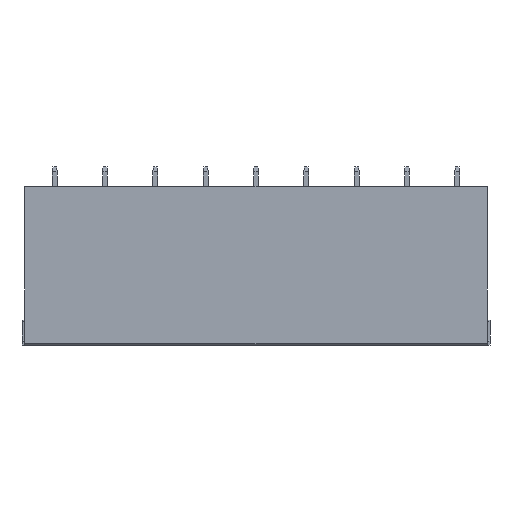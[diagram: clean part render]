
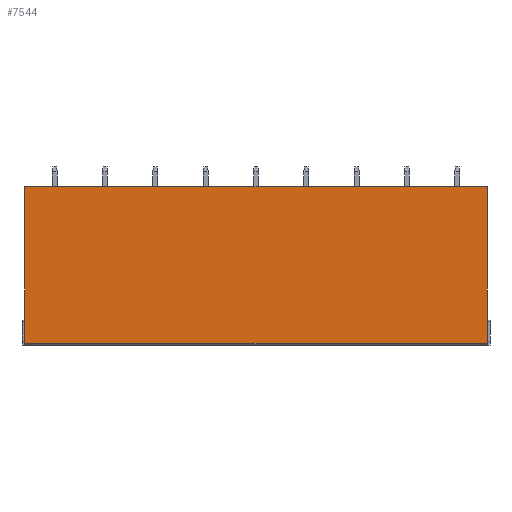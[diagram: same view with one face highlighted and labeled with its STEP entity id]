
A CAD part, left-side view. The second image highlights one B-rep face of the part: STEP entity #7544.
In plain terms, the highlighted planar face has unit normal (-1, 0, 0).
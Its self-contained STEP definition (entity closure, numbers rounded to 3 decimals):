
#94=DIRECTION('',(0.,0.,1.));
#95=VECTOR('',#94,31.6);
#96=CARTESIAN_POINT('',(-6.7,0.,-15.6));
#97=LINE('',#96,#95);
#793=DIRECTION('',(0.,0.,1.));
#794=VECTOR('',#793,31.6);
#795=CARTESIAN_POINT('',(-6.7,-93.28,-15.6));
#796=LINE('',#795,#794);
#958=DIRECTION('',(0.,-1.,0.));
#959=VECTOR('',#958,93.28);
#960=CARTESIAN_POINT('',(-6.7,0.,-15.6));
#961=LINE('',#960,#959);
#962=DIRECTION('',(0.,-1.,0.));
#963=VECTOR('',#962,93.28);
#964=CARTESIAN_POINT('',(-6.7,0.,16.));
#965=LINE('',#964,#963);
#5377=CARTESIAN_POINT('',(-6.7,0.,16.));
#5379=VERTEX_POINT('',#5377);
#5386=CARTESIAN_POINT('',(-6.7,0.,-15.6));
#5388=VERTEX_POINT('',#5386);
#5389=CARTESIAN_POINT('',(-6.7,-93.28,16.));
#5391=VERTEX_POINT('',#5389);
#5398=CARTESIAN_POINT('',(-6.7,-93.28,-15.6));
#5400=VERTEX_POINT('',#5398);
#7532=CARTESIAN_POINT('',(-6.7,0.,-15.6));
#7533=DIRECTION('',(-1.,0.,0.));
#7534=DIRECTION('',(0.,0.,1.));
#7535=AXIS2_PLACEMENT_3D('',#7532,#7533,#7534);
#7536=PLANE('',#7535);
#7537=ORIENTED_EDGE('',*,*,#6945,.T.);
#7539=ORIENTED_EDGE('',*,*,#7538,.T.);
#7540=ORIENTED_EDGE('',*,*,#7314,.F.);
#7541=ORIENTED_EDGE('',*,*,#7525,.F.);
#7542=EDGE_LOOP('',(#7537,#7539,#7540,#7541));
#7543=FACE_OUTER_BOUND('',#7542,.F.);
#6945=EDGE_CURVE('',#5388,#5379,#97,.T.);
#7314=EDGE_CURVE('',#5400,#5391,#796,.T.);
#7525=EDGE_CURVE('',#5388,#5400,#961,.T.);
#7538=EDGE_CURVE('',#5379,#5391,#965,.T.);
#7544=ADVANCED_FACE('',(#7543),#7536,.T.);
